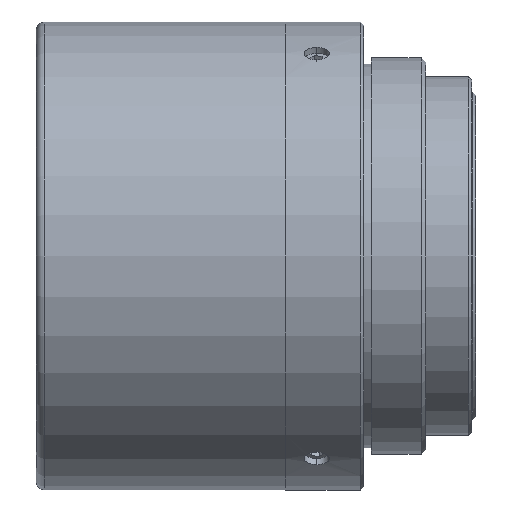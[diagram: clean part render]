
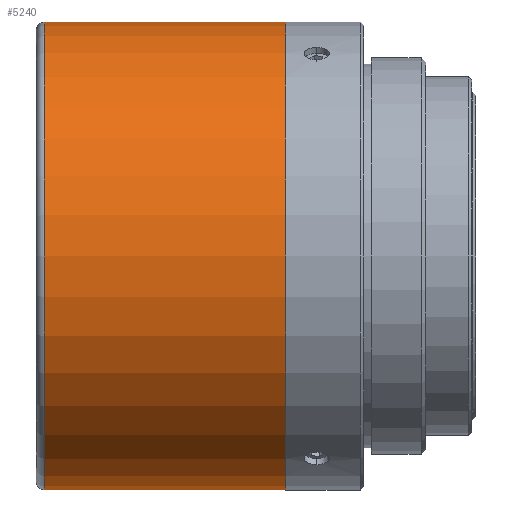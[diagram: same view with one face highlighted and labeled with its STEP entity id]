
A CAD part, front view. The second image highlights one B-rep face of the part: STEP entity #5240.
In plain terms, the highlighted cylindrical face has radius 15 mm (diameter 30 mm), a partial arc.
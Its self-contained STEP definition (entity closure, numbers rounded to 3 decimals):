
#49 = CIRCLE ( 'NONE', #6711, 15. ) ;
#299 = CARTESIAN_POINT ( 'NONE',  ( -36.039, 0., 0. ) ) ;
#942 = LINE ( 'NONE', #987, #5924 ) ;
#987 = CARTESIAN_POINT ( 'NONE',  ( -36.039, 0., 15. ) ) ;
#1207 = CARTESIAN_POINT ( 'NONE',  ( -16., 0., -15. ) ) ;
#1318 = DIRECTION ( 'NONE',  ( 0., 0., -1. ) ) ;
#1409 = VERTEX_POINT ( 'NONE', #6011 ) ;
#1513 = VERTEX_POINT ( 'NONE', #6391 ) ;
#2087 = CARTESIAN_POINT ( 'NONE',  ( -16., 0., 0. ) ) ;
#2388 = CARTESIAN_POINT ( 'NONE',  ( -0.527, 0., 0. ) ) ;
#2801 = ORIENTED_EDGE ( 'NONE', *, *, #4457, .T. ) ;
#3155 = ORIENTED_EDGE ( 'NONE', *, *, #7842, .T. ) ;
#3276 = CARTESIAN_POINT ( 'NONE',  ( -36.039, 0., -15. ) ) ;
#3341 = ORIENTED_EDGE ( 'NONE', *, *, #6789, .F. ) ;
#3548 = FACE_OUTER_BOUND ( 'NONE', #5520, .T. ) ;
#3659 = AXIS2_PLACEMENT_3D ( 'NONE', #2388, #4392, #8177 ) ;
#3940 = AXIS2_PLACEMENT_3D ( 'NONE', #299, #4326, #4999 ) ;
#4326 = DIRECTION ( 'NONE',  ( -1., 0., 0. ) ) ;
#4392 = DIRECTION ( 'NONE',  ( -1., 0., 0. ) ) ;
#4457 = EDGE_CURVE ( 'NONE', #1409, #7901, #7333, .T. ) ;
#4822 = CARTESIAN_POINT ( 'NONE',  ( -0.527, 0., 15. ) ) ;
#4999 = DIRECTION ( 'NONE',  ( 0., 0., 1. ) ) ;
#5201 = LINE ( 'NONE', #3276, #7529 ) ;
#5240 = ADVANCED_FACE ( 'NONE', ( #3548 ), #6150, .T. ) ;
#5264 = VERTEX_POINT ( 'NONE', #1207 ) ;
#5327 = DIRECTION ( 'NONE',  ( 1., 0., 0. ) ) ;
#5398 = ORIENTED_EDGE ( 'NONE', *, *, #6725, .T. ) ;
#5512 = DIRECTION ( 'NONE',  ( -1., 0., 0. ) ) ;
#5520 = EDGE_LOOP ( 'NONE', ( #3341, #2801, #3155, #5398 ) ) ;
#5924 = VECTOR ( 'NONE', #5512, 1000. ) ;
#6011 = CARTESIAN_POINT ( 'NONE',  ( -0.527, 0., -15. ) ) ;
#6150 = CYLINDRICAL_SURFACE ( 'NONE', #3940, 15. ) ;
#6391 = CARTESIAN_POINT ( 'NONE',  ( -16., 0., 15. ) ) ;
#6711 = AXIS2_PLACEMENT_3D ( 'NONE', #2087, #5327, #1318 ) ;
#6725 = EDGE_CURVE ( 'NONE', #1513, #5264, #49, .T. ) ;
#6789 = EDGE_CURVE ( 'NONE', #1409, #5264, #5201, .T. ) ;
#7333 = CIRCLE ( 'NONE', #3659, 15. ) ;
#7529 = VECTOR ( 'NONE', #7840, 1000. ) ;
#7840 = DIRECTION ( 'NONE',  ( -1., 0., 0. ) ) ;
#7842 = EDGE_CURVE ( 'NONE', #7901, #1513, #942, .T. ) ;
#7901 = VERTEX_POINT ( 'NONE', #4822 ) ;
#8177 = DIRECTION ( 'NONE',  ( 0., 0., 1. ) ) ;
